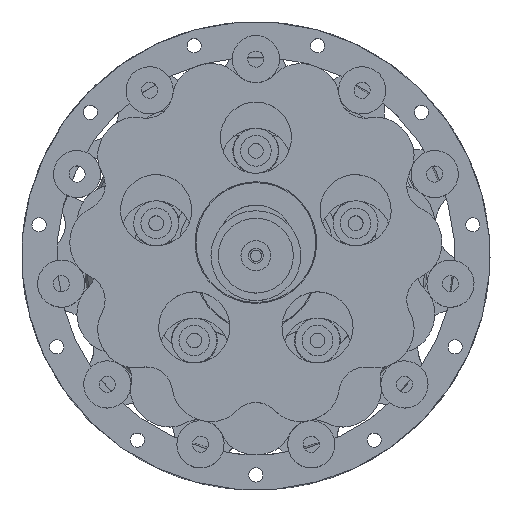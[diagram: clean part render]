
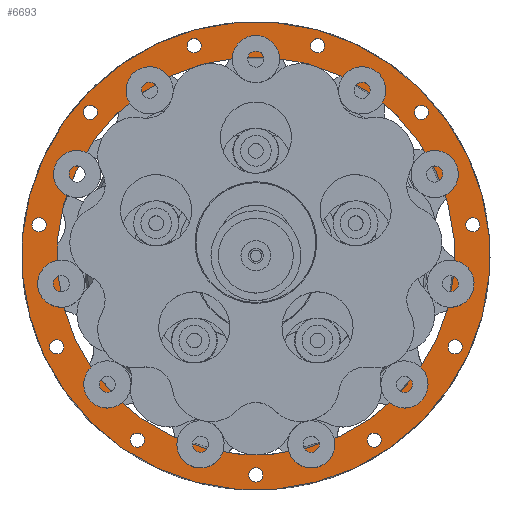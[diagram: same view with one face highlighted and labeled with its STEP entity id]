
A CAD part, top view. The second image highlights one B-rep face of the part: STEP entity #6693.
In plain terms, the highlighted planar face has unit normal (0, 0, 1).
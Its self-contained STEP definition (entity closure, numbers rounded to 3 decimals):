
#1308=FACE_BOUND('',#2258,.T.);
#1309=FACE_BOUND('',#2259,.T.);
#1310=FACE_BOUND('',#2260,.T.);
#1311=FACE_BOUND('',#2261,.T.);
#1312=FACE_BOUND('',#2262,.T.);
#1313=FACE_BOUND('',#2263,.T.);
#1314=FACE_BOUND('',#2264,.T.);
#1315=FACE_BOUND('',#2265,.T.);
#1316=FACE_BOUND('',#2266,.T.);
#1317=FACE_BOUND('',#2267,.T.);
#1318=FACE_BOUND('',#2268,.T.);
#1319=FACE_BOUND('',#2269,.T.);
#1707=FACE_OUTER_BOUND('',#2257,.T.);
#2257=EDGE_LOOP('',(#5934));
#2258=EDGE_LOOP('',(#5935));
#2259=EDGE_LOOP('',(#5936));
#2260=EDGE_LOOP('',(#5937));
#2261=EDGE_LOOP('',(#5938));
#2262=EDGE_LOOP('',(#5939));
#2263=EDGE_LOOP('',(#5940));
#2264=EDGE_LOOP('',(#5941));
#2265=EDGE_LOOP('',(#5942));
#2266=EDGE_LOOP('',(#5943));
#2267=EDGE_LOOP('',(#5944));
#2268=EDGE_LOOP('',(#5945));
#2269=EDGE_LOOP('',(#5946));
#2758=CIRCLE('',#7567,1.9);
#2759=CIRCLE('',#7569,1.9);
#2760=CIRCLE('',#7571,1.9);
#2761=CIRCLE('',#7573,1.9);
#2762=CIRCLE('',#7575,1.9);
#2763=CIRCLE('',#7577,1.9);
#2764=CIRCLE('',#7579,1.9);
#2765=CIRCLE('',#7581,1.9);
#2766=CIRCLE('',#7583,1.9);
#2767=CIRCLE('',#7585,1.9);
#2768=CIRCLE('',#7587,1.9);
#2771=CIRCLE('',#7592,62.525);
#2773=CIRCLE('',#7597,53.137);
#3319=VERTEX_POINT('',#11579);
#3320=VERTEX_POINT('',#11583);
#3321=VERTEX_POINT('',#11587);
#3322=VERTEX_POINT('',#11591);
#3323=VERTEX_POINT('',#11595);
#3324=VERTEX_POINT('',#11599);
#3325=VERTEX_POINT('',#11603);
#3326=VERTEX_POINT('',#11607);
#3327=VERTEX_POINT('',#11611);
#3328=VERTEX_POINT('',#11615);
#3329=VERTEX_POINT('',#11619);
#3333=VERTEX_POINT('',#11632);
#3336=VERTEX_POINT('',#11645);
#4169=EDGE_CURVE('',#3319,#3319,#2758,.T.);
#4171=EDGE_CURVE('',#3320,#3320,#2759,.T.);
#4173=EDGE_CURVE('',#3321,#3321,#2760,.T.);
#4175=EDGE_CURVE('',#3322,#3322,#2761,.T.);
#4177=EDGE_CURVE('',#3323,#3323,#2762,.T.);
#4179=EDGE_CURVE('',#3324,#3324,#2763,.T.);
#4181=EDGE_CURVE('',#3325,#3325,#2764,.T.);
#4183=EDGE_CURVE('',#3326,#3326,#2765,.T.);
#4185=EDGE_CURVE('',#3327,#3327,#2766,.T.);
#4187=EDGE_CURVE('',#3328,#3328,#2767,.T.);
#4189=EDGE_CURVE('',#3329,#3329,#2768,.T.);
#4196=EDGE_CURVE('',#3333,#3333,#2771,.T.);
#4202=EDGE_CURVE('',#3336,#3336,#2773,.F.);
#5934=ORIENTED_EDGE('',*,*,#4196,.T.);
#5935=ORIENTED_EDGE('',*,*,#4169,.T.);
#5936=ORIENTED_EDGE('',*,*,#4171,.T.);
#5937=ORIENTED_EDGE('',*,*,#4173,.T.);
#5938=ORIENTED_EDGE('',*,*,#4175,.T.);
#5939=ORIENTED_EDGE('',*,*,#4177,.T.);
#5940=ORIENTED_EDGE('',*,*,#4179,.T.);
#5941=ORIENTED_EDGE('',*,*,#4181,.T.);
#5942=ORIENTED_EDGE('',*,*,#4183,.T.);
#5943=ORIENTED_EDGE('',*,*,#4185,.T.);
#5944=ORIENTED_EDGE('',*,*,#4187,.T.);
#5945=ORIENTED_EDGE('',*,*,#4189,.T.);
#5946=ORIENTED_EDGE('',*,*,#4202,.T.);
#6325=PLANE('',#7615);
#6693=ADVANCED_FACE('',(#1707,#1308,#1309,#1310,#1311,#1312,#1313,#1314,
#1315,#1316,#1317,#1318,#1319),#6325,.T.);
#7567=AXIS2_PLACEMENT_3D('',#11581,#9512,#9513);
#7569=AXIS2_PLACEMENT_3D('',#11585,#9517,#9518);
#7571=AXIS2_PLACEMENT_3D('',#11589,#9522,#9523);
#7573=AXIS2_PLACEMENT_3D('',#11593,#9527,#9528);
#7575=AXIS2_PLACEMENT_3D('',#11597,#9532,#9533);
#7577=AXIS2_PLACEMENT_3D('',#11601,#9537,#9538);
#7579=AXIS2_PLACEMENT_3D('',#11605,#9542,#9543);
#7581=AXIS2_PLACEMENT_3D('',#11609,#9547,#9548);
#7583=AXIS2_PLACEMENT_3D('',#11613,#9552,#9553);
#7585=AXIS2_PLACEMENT_3D('',#11617,#9557,#9558);
#7587=AXIS2_PLACEMENT_3D('',#11621,#9562,#9563);
#7592=AXIS2_PLACEMENT_3D('',#11634,#9576,#9577);
#7597=AXIS2_PLACEMENT_3D('',#11646,#9590,#9591);
#7615=AXIS2_PLACEMENT_3D('',#11682,#9639,#9640);
#9512=DIRECTION('center_axis',(0.,0.,
-1.));
#9513=DIRECTION('ref_axis',(1.,0.,0.));
#9517=DIRECTION('center_axis',(0.,0.,
-1.));
#9518=DIRECTION('ref_axis',(1.,0.,0.));
#9522=DIRECTION('center_axis',(0.,0.,
-1.));
#9523=DIRECTION('ref_axis',(1.,0.,0.));
#9527=DIRECTION('center_axis',(0.,0.,
-1.));
#9528=DIRECTION('ref_axis',(1.,0.,0.));
#9532=DIRECTION('center_axis',(0.,0.,
-1.));
#9533=DIRECTION('ref_axis',(1.,0.,0.));
#9537=DIRECTION('center_axis',(0.,0.,
-1.));
#9538=DIRECTION('ref_axis',(1.,0.,0.));
#9542=DIRECTION('center_axis',(0.,0.,
-1.));
#9543=DIRECTION('ref_axis',(1.,0.,0.));
#9547=DIRECTION('center_axis',(0.,0.,
-1.));
#9548=DIRECTION('ref_axis',(1.,0.,0.));
#9552=DIRECTION('center_axis',(0.,0.,
-1.));
#9553=DIRECTION('ref_axis',(1.,0.,0.));
#9557=DIRECTION('center_axis',(0.,0.,
-1.));
#9558=DIRECTION('ref_axis',(1.,0.,0.));
#9562=DIRECTION('center_axis',(0.,0.,
-1.));
#9563=DIRECTION('ref_axis',(1.,0.,0.));
#9576=DIRECTION('center_axis',(0.,0.,
1.));
#9577=DIRECTION('ref_axis',(-0.906,-0.424,0.));
#9590=DIRECTION('center_axis',(0.,0.,
1.));
#9591=DIRECTION('ref_axis',(0.906,0.424,0.));
#9639=DIRECTION('center_axis',(0.,0.,
1.));
#9640=DIRECTION('ref_axis',(-0.906,-0.424,0.));
#11579=CARTESIAN_POINT('',(42.311,38.309,-13.));
#11581=CARTESIAN_POINT('Origin',(44.211,38.309,-13.));
#11583=CARTESIAN_POINT('',(-1.9,-58.5,-13.));
#11585=CARTESIAN_POINT('Origin',(0.,-58.5,
-13.));
#11587=CARTESIAN_POINT('',(-46.111,38.309,-13.));
#11589=CARTESIAN_POINT('Origin',(-44.211,38.309,-13.));
#11591=CARTESIAN_POINT('',(-33.527,-49.213,-13.));
#11593=CARTESIAN_POINT('Origin',(-31.627,-49.213,-13.));
#11595=CARTESIAN_POINT('',(56.005,8.325,-13.));
#11597=CARTESIAN_POINT('Origin',(57.905,8.325,-13.));
#11599=CARTESIAN_POINT('',(14.581,56.13,-13.));
#11601=CARTESIAN_POINT('Origin',(16.481,56.13,-13.));
#11603=CARTESIAN_POINT('',(29.727,-49.213,-13.));
#11605=CARTESIAN_POINT('Origin',(31.627,-49.213,-13.));
#11607=CARTESIAN_POINT('',(-59.805,8.325,-13.));
#11609=CARTESIAN_POINT('Origin',(-57.905,8.325,-13.));
#11611=CARTESIAN_POINT('',(-55.113,-24.302,-13.));
#11613=CARTESIAN_POINT('Origin',(-53.213,-24.302,-13.));
#11615=CARTESIAN_POINT('',(51.313,-24.302,-13.));
#11617=CARTESIAN_POINT('Origin',(53.213,-24.302,-13.));
#11619=CARTESIAN_POINT('',(-18.381,56.13,-13.));
#11621=CARTESIAN_POINT('Origin',(-16.481,56.13,-13.));
#11632=CARTESIAN_POINT('',(56.621,26.523,-13.));
#11634=CARTESIAN_POINT('Origin',(0.,0.,
-13.));
#11645=CARTESIAN_POINT('',(-48.119,-22.541,-13.));
#11646=CARTESIAN_POINT('Origin',(0.,0.,
-13.));
#11682=CARTESIAN_POINT('Origin',(0.,0.,
-13.));
